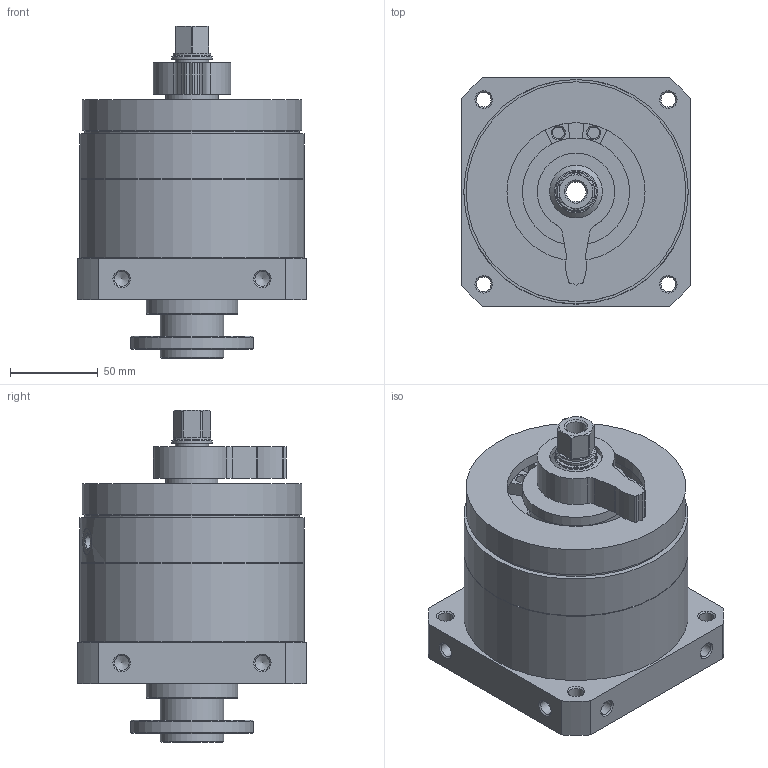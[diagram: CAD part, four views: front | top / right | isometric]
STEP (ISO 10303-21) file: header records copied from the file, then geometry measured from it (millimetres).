
FILE_DESCRIPTION(/* description */ ('STEP AP214'),/* implementation_level */ '2;1');
FILE_NAME(/* name */ '1145132_DSM-T-40-270-FW-A-B',/* time_stamp */ '2024-08-21T19:45:46+02:00',/* author */ ('License CC BY-ND 4.0'),/* organization */ ('CADENAS'),/* preprocessor_version */ 'ST-DEVELOPER v19.3',/* originating_system */ 'PARTsolutions',/* authorisation */ ' ');
FILE_SCHEMA (('AUTOMOTIVE_DESIGN {1 0 10303 214 3 1 1}'));
Length unit declared in the file: millimetre
Products named in the file (4): 1145132 DSM-T-40-270-FW-A-B--(0); 547600 DSM-40-270-FW-A-B_G---(T); 342623 DSM-40_NS; 547600 DSM-40-270-FW-A-B_K---(T)
Assembly tree (4 placements, depth 2):
  1145132 DSM-T-40-270-FW-A-B--(0)
    547600 DSM-40-270-FW-A-B_G---(T)
    342623 DSM-40_NS  x2
    547600 DSM-40-270-FW-A-B_K---(T)
Bounding box: 130 x 130 x 188.8 mm (x, y, z)
Volume: 1465010.3 mm3; surface area: 190506.7 mm2
Topology: 4 solids, 4 shells, 211 faces, 484 edges, 303 vertices
Faces by surface type: cylinder 75, plane 73, cone 61, torus 2
Full cylindrical faces by diameter (mm): 6.647 x6, 8.376 x10, 8.566 x2, 9 x4, 11.445 x1, 15 x2, 19 x1, 21.5 x1, 23 x2, 30 x3, 36 x2, 52 x1, 53 x1, 61 x1, 70 x1, 78.5 x1, 90 x1, 102 x2, 122 x1, 125 x1, 127.65 x2
Entity records: 5139 total; most frequent: DIRECTION 925, CARTESIAN_POINT 882, ORIENTED_EDGE 662, AXIS2_PLACEMENT_3D 407, FACE_BOUND 359, EDGE_LOOP 351, EDGE_CURVE 331, VERTEX_POINT 270
